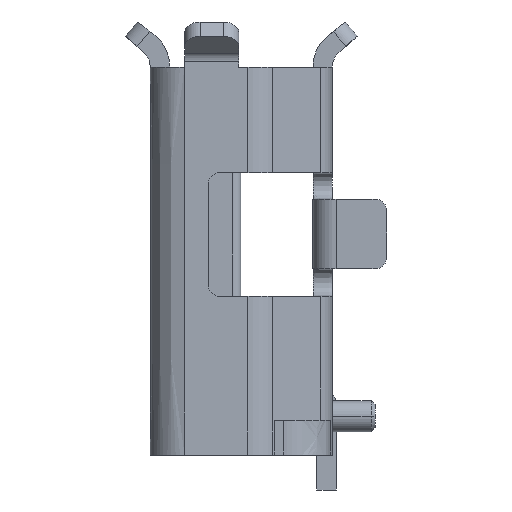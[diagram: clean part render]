
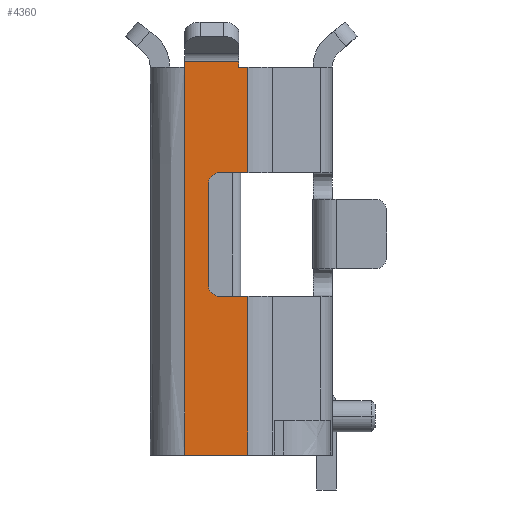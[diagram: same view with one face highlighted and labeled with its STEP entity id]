
A CAD part, left-side view. The second image highlights one B-rep face of the part: STEP entity #4360.
In plain terms, the highlighted planar face has unit normal (-1, 0, 0).
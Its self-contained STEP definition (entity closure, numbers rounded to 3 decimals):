
#32=DIRECTION('',(0.,-1.,0.));
#33=VECTOR('',#32,0.117);
#34=CARTESIAN_POINT('',(-3.707,1.205,0.));
#35=LINE('',#34,#33);
#180=DIRECTION('',(0.,0.,-1.));
#181=VECTOR('',#180,0.069);
#182=CARTESIAN_POINT('',(-3.707,1.205,0.069));
#183=LINE('',#182,#181);
#276=DIRECTION('',(0.,0.,-1.));
#277=VECTOR('',#276,0.069);
#278=CARTESIAN_POINT('',(-3.707,1.905,0.069));
#279=LINE('',#278,#277);
#356=CARTESIAN_POINT('',(-3.707,1.45,-2.805));
#357=DIRECTION('',(1.,0.,0.));
#358=DIRECTION('',(0.,0.,-1.));
#359=AXIS2_PLACEMENT_3D('',#356,#357,#358);
#377=CARTESIAN_POINT('',(-3.707,1.45,-1.511));
#378=DIRECTION('',(1.,0.,0.));
#379=DIRECTION('',(0.,1.,0.));
#380=AXIS2_PLACEMENT_3D('',#377,#378,#379);
#387=DIRECTION('',(0.,1.,0.));
#388=VECTOR('',#387,0.361);
#389=CARTESIAN_POINT('',(-3.707,1.089,-1.361));
#390=LINE('',#389,#388);
#391=DIRECTION('',(0.,0.,1.));
#392=VECTOR('',#391,1.294);
#393=CARTESIAN_POINT('',(-3.707,1.6,-2.805));
#394=LINE('',#393,#392);
#395=DIRECTION('',(0.,1.,0.));
#396=VECTOR('',#395,0.361);
#397=CARTESIAN_POINT('',(-3.707,1.089,-2.955));
#398=LINE('',#397,#396);
#399=DIRECTION('',(0.,0.,-1.));
#400=VECTOR('',#399,5.);
#401=CARTESIAN_POINT('',(-3.707,1.905,0.));
#402=LINE('',#401,#400);
#403=DIRECTION('',(0.,1.,0.));
#404=VECTOR('',#403,0.7);
#405=CARTESIAN_POINT('',(-3.707,1.205,0.069));
#406=LINE('',#405,#404);
#420=DIRECTION('',(0.,0.,-1.));
#421=VECTOR('',#420,2.045);
#422=CARTESIAN_POINT('',(-3.707,1.089,-2.955));
#423=LINE('',#422,#421);
#429=DIRECTION('',(0.,0.,-1.));
#430=VECTOR('',#429,1.361);
#431=CARTESIAN_POINT('',(-3.707,1.089,0.));
#432=LINE('',#431,#430);
#1543=CARTESIAN_POINT('',(-3.707,1.905,-5.));
#1545=DIRECTION('',(0.,-1.,0.));
#1546=VECTOR('',#1545,0.817);
#1547=CARTESIAN_POINT('',(-3.707,1.905,-5.));
#1548=LINE('',#1547,#1546);
#3060=CARTESIAN_POINT('',(-3.707,1.089,0.));
#3062=VERTEX_POINT('',#3060);
#3069=VERTEX_POINT('',#1543);
#3070=CARTESIAN_POINT('',(-3.707,1.089,-5.));
#3071=VERTEX_POINT('',#3070);
#3447=CARTESIAN_POINT('',(-3.707,1.205,0.069));
#3449=VERTEX_POINT('',#3447);
#3463=CARTESIAN_POINT('',(-3.707,1.905,0.069));
#3465=VERTEX_POINT('',#3463);
#3470=CARTESIAN_POINT('',(-3.707,1.205,0.));
#3472=VERTEX_POINT('',#3470);
#3478=CARTESIAN_POINT('',(-3.707,1.905,0.));
#3480=VERTEX_POINT('',#3478);
#3508=CARTESIAN_POINT('',(-3.707,1.089,-2.955));
#3510=VERTEX_POINT('',#3508);
#3512=CARTESIAN_POINT('',(-3.707,1.089,-1.361));
#3514=VERTEX_POINT('',#3512);
#3589=CARTESIAN_POINT('',(-3.707,1.6,-2.805));
#3591=VERTEX_POINT('',#3589);
#3593=CARTESIAN_POINT('',(-3.707,1.45,-2.955));
#3595=VERTEX_POINT('',#3593);
#3596=CARTESIAN_POINT('',(-3.707,1.6,-1.511));
#3598=VERTEX_POINT('',#3596);
#3600=CARTESIAN_POINT('',(-3.707,1.45,-1.361));
#3602=VERTEX_POINT('',#3600);
#4333=CARTESIAN_POINT('',(-3.707,1.905,0.));
#4334=DIRECTION('',(-1.,0.,0.));
#4335=DIRECTION('',(0.,-1.,0.));
#4336=AXIS2_PLACEMENT_3D('',#4333,#4334,#4335);
#4337=PLANE('',#4336);
#4339=ORIENTED_EDGE('',*,*,#4338,.T.);
#4340=ORIENTED_EDGE('',*,*,#4325,.F.);
#4341=ORIENTED_EDGE('',*,*,#4250,.F.);
#4342=ORIENTED_EDGE('',*,*,#4283,.F.);
#4344=ORIENTED_EDGE('',*,*,#4343,.F.);
#4346=ORIENTED_EDGE('',*,*,#4345,.T.);
#4348=ORIENTED_EDGE('',*,*,#4347,.F.);
#4350=ORIENTED_EDGE('',*,*,#4349,.F.);
#4351=ORIENTED_EDGE('',*,*,#4145,.F.);
#4353=ORIENTED_EDGE('',*,*,#4352,.F.);
#4354=ORIENTED_EDGE('',*,*,#4040,.T.);
#4355=ORIENTED_EDGE('',*,*,#3926,.T.);
#4357=ORIENTED_EDGE('',*,*,#4356,.T.);
#4358=EDGE_LOOP('',(#4339,#4340,#4341,#4342,#4344,#4346,#4348,#4350,#4351,#4353,
#4354,#4355,#4357));
#4359=FACE_OUTER_BOUND('',#4358,.F.);
#360=CIRCLE('',#359,0.15);
#381=CIRCLE('',#380,0.15);
#3926=EDGE_CURVE('',#3472,#3062,#35,.T.);
#4040=EDGE_CURVE('',#3449,#3472,#183,.T.);
#4145=EDGE_CURVE('',#3465,#3480,#279,.T.);
#4250=EDGE_CURVE('',#3591,#3598,#394,.T.);
#4283=EDGE_CURVE('',#3595,#3591,#360,.T.);
#4325=EDGE_CURVE('',#3598,#3602,#381,.T.);
#4338=EDGE_CURVE('',#3514,#3602,#390,.T.);
#4343=EDGE_CURVE('',#3510,#3595,#398,.T.);
#4345=EDGE_CURVE('',#3510,#3071,#423,.T.);
#4347=EDGE_CURVE('',#3069,#3071,#1548,.T.);
#4349=EDGE_CURVE('',#3480,#3069,#402,.T.);
#4352=EDGE_CURVE('',#3449,#3465,#406,.T.);
#4356=EDGE_CURVE('',#3062,#3514,#432,.T.);
#4360=ADVANCED_FACE('',(#4359),#4337,.T.);
